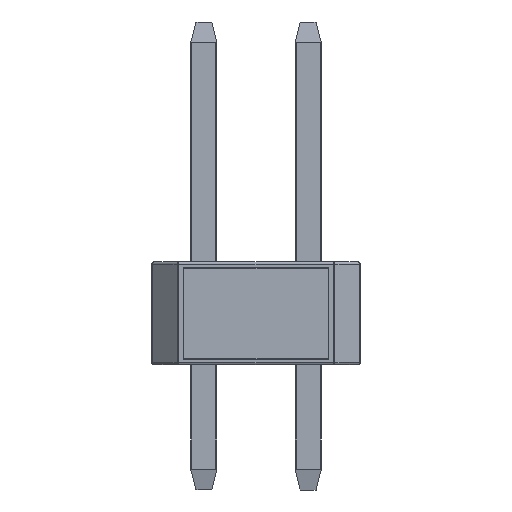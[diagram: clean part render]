
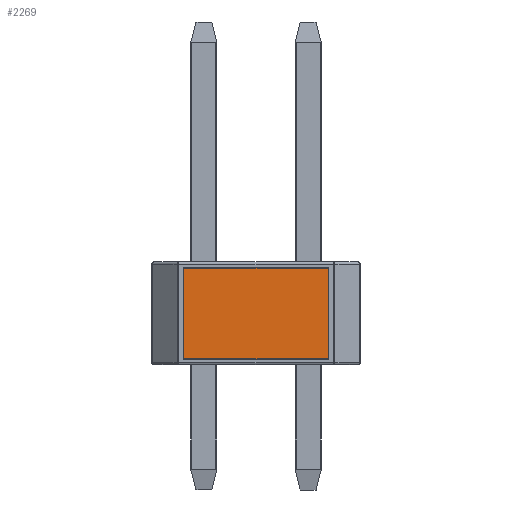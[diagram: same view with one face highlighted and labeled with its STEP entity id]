
A CAD part, left-side view. The second image highlights one B-rep face of the part: STEP entity #2269.
In plain terms, the highlighted planar face has unit normal (-1, 0, 0).
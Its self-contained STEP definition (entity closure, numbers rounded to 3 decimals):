
#318=FACE_OUTER_BOUND('',#444,.T.);
#444=EDGE_LOOP('',(#1846,#1847,#1848,#1849));
#583=LINE('',#3512,#799);
#584=LINE('',#3517,#800);
#587=LINE('',#3525,#803);
#589=LINE('',#3528,#805);
#799=VECTOR('',#2815,10.);
#800=VECTOR('',#2820,10.);
#803=VECTOR('',#2829,10.);
#805=VECTOR('',#2833,10.);
#996=VERTEX_POINT('',#3509);
#997=VERTEX_POINT('',#3511);
#998=VERTEX_POINT('',#3515);
#999=VERTEX_POINT('',#3516);
#1212=EDGE_CURVE('',#997,#996,#583,.T.);
#1214=EDGE_CURVE('',#998,#999,#584,.T.);
#1219=EDGE_CURVE('',#996,#998,#587,.T.);
#1221=EDGE_CURVE('',#999,#997,#589,.T.);
#1846=ORIENTED_EDGE('',*,*,#1219,.T.);
#1847=ORIENTED_EDGE('',*,*,#1214,.T.);
#1848=ORIENTED_EDGE('',*,*,#1221,.T.);
#1849=ORIENTED_EDGE('',*,*,#1212,.T.);
#2032=PLANE('',#2515);
#2269=ADVANCED_FACE('',(#318),#2032,.T.);
#2515=AXIS2_PLACEMENT_3D('',#3726,#3084,#3085);
#2815=DIRECTION('',(0.,1.,0.));
#2820=DIRECTION('',(0.,-1.,0.));
#2829=DIRECTION('',(0.,0.,-1.));
#2833=DIRECTION('',(0.,0.,1.));
#3084=DIRECTION('center_axis',(-1.,0.,0.));
#3085=DIRECTION('ref_axis',(0.,0.,1.));
#3509=CARTESIAN_POINT('',(-1.27,3.023,2.35));
#3511=CARTESIAN_POINT('',(-1.27,-0.488,2.35));
#3512=CARTESIAN_POINT('',(-1.27,3.023,2.35));
#3515=CARTESIAN_POINT('',(-1.27,3.023,0.15));
#3516=CARTESIAN_POINT('',(-1.27,-0.488,0.15));
#3517=CARTESIAN_POINT('',(-1.27,-0.488,0.15));
#3525=CARTESIAN_POINT('',(-1.27,3.023,0.15));
#3528=CARTESIAN_POINT('',(-1.27,-0.488,2.35));
#3726=CARTESIAN_POINT('Origin',(-1.27,1.268,1.25));
